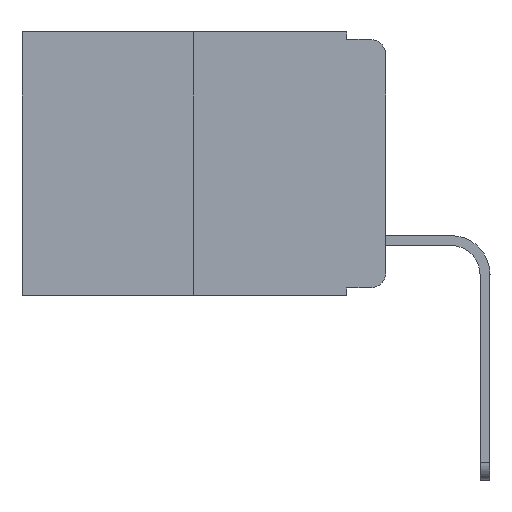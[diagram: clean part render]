
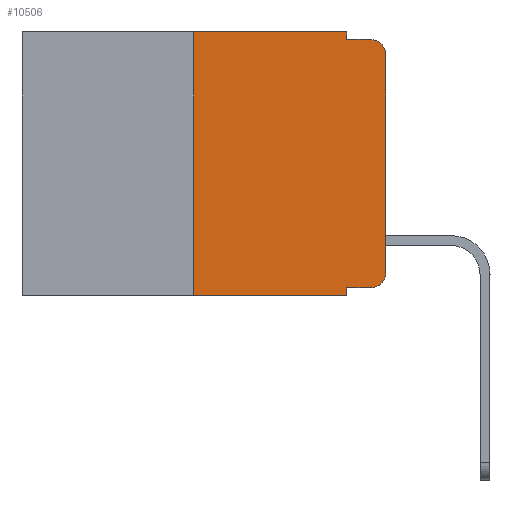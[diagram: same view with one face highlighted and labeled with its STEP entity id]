
A CAD part, left-side view. The second image highlights one B-rep face of the part: STEP entity #10506.
In plain terms, the highlighted planar face has unit normal (-1, 0, 0).
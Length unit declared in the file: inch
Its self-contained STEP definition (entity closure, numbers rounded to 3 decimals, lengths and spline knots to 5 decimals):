
#92 = VECTOR ( 'NONE', #2583, 39.37008 ) ;
#486 = AXIS2_PLACEMENT_3D ( 'NONE', #11482, #16276, #11413 ) ;
#833 = CARTESIAN_POINT ( 'NONE',  ( 0., 0.02, -0.01 ) ) ;
#855 = EDGE_CURVE ( 'NONE', #14705, #7737, #6984, .T. ) ;
#907 = LINE ( 'NONE', #14026, #11610 ) ;
#1550 = LINE ( 'NONE', #3585, #2625 ) ;
#2583 = DIRECTION ( 'NONE',  ( 0., -1., 0. ) ) ;
#2625 = VECTOR ( 'NONE', #15600, 39.37008 ) ;
#3053 = VERTEX_POINT ( 'NONE', #18179 ) ;
#3125 = ORIENTED_EDGE ( 'NONE', *, *, #7951, .F. ) ;
#3585 = CARTESIAN_POINT ( 'NONE',  ( 0., 0.473, 0. ) ) ;
#4129 = VECTOR ( 'NONE', #13656, 39.37008 ) ;
#4326 = VECTOR ( 'NONE', #10267, 39.37008 ) ;
#4349 = PLANE ( 'NONE',  #6196 ) ;
#4385 = VERTEX_POINT ( 'NONE', #5771 ) ;
#4490 = CARTESIAN_POINT ( 'NONE',  ( 0., 0.25, -0.343 ) ) ;
#5234 = AXIS2_PLACEMENT_3D ( 'NONE', #15259, #17006, #12270 ) ;
#5771 = CARTESIAN_POINT ( 'NONE',  ( 0., 0.051, -0.01 ) ) ;
#5993 = CARTESIAN_POINT ( 'NONE',  ( 0., 0.473, 0. ) ) ;
#6130 = DIRECTION ( 'NONE',  ( 1., 0., 0. ) ) ;
#6196 = AXIS2_PLACEMENT_3D ( 'NONE', #5993, #6130, #11386 ) ;
#6405 = VERTEX_POINT ( 'NONE', #14826 ) ;
#6984 = CIRCLE ( 'NONE', #486, 0.02 ) ;
#6989 = ORIENTED_EDGE ( 'NONE', *, *, #13227, .F. ) ;
#7095 = VECTOR ( 'NONE', #20636, 39.37008 ) ;
#7177 = EDGE_CURVE ( 'NONE', #3053, #4385, #7461, .T. ) ;
#7461 = LINE ( 'NONE', #13449, #13346 ) ;
#7737 = VERTEX_POINT ( 'NONE', #15134 ) ;
#7855 = CARTESIAN_POINT ( 'NONE',  ( 0., 0.051, -0.01 ) ) ;
#7951 = EDGE_CURVE ( 'NONE', #13467, #3053, #1550, .T. ) ;
#8593 = CARTESIAN_POINT ( 'NONE',  ( 0., 0.473, -0.343 ) ) ;
#8669 = LINE ( 'NONE', #13583, #4129 ) ;
#8792 = CARTESIAN_POINT ( 'NONE',  ( 0., 0., 0. ) ) ;
#9721 = VECTOR ( 'NONE', #12380, 39.37008 ) ;
#9860 = CIRCLE ( 'NONE', #5234, 0.02 ) ;
#10267 = DIRECTION ( 'NONE',  ( 0., 0., -1. ) ) ;
#10506 = ADVANCED_FACE ( 'NONE', ( #11880 ), #4349, .F. ) ;
#10568 = VERTEX_POINT ( 'NONE', #4490 ) ;
#10578 = LINE ( 'NONE', #8593, #7095 ) ;
#10806 = LINE ( 'NONE', #8792, #9721 ) ;
#11386 = DIRECTION ( 'NONE',  ( 0., 0., -1. ) ) ;
#11413 = DIRECTION ( 'NONE',  ( 0., 0., -1. ) ) ;
#11470 = CARTESIAN_POINT ( 'NONE',  ( 0., 0.051, -0.343 ) ) ;
#11482 = CARTESIAN_POINT ( 'NONE',  ( 0., 0.02, -0.313 ) ) ;
#11610 = VECTOR ( 'NONE', #14183, 39.37008 ) ;
#11806 = DIRECTION ( 'NONE',  ( 0., 0., -1. ) ) ;
#11880 = FACE_OUTER_BOUND ( 'NONE', #18849, .T. ) ;
#12270 = DIRECTION ( 'NONE',  ( 0., 0., -1. ) ) ;
#12380 = DIRECTION ( 'NONE',  ( 0., 0., 1. ) ) ;
#12412 = CARTESIAN_POINT ( 'NONE',  ( 0., 0., -0.03 ) ) ;
#13005 = ORIENTED_EDGE ( 'NONE', *, *, #16851, .T. ) ;
#13076 = ORIENTED_EDGE ( 'NONE', *, *, #17062, .F. ) ;
#13227 = EDGE_CURVE ( 'NONE', #6405, #14227, #15282, .T. ) ;
#13346 = VECTOR ( 'NONE', #11806, 39.37008 ) ;
#13449 = CARTESIAN_POINT ( 'NONE',  ( 0., 0.051, 0. ) ) ;
#13467 = VERTEX_POINT ( 'NONE', #15771 ) ;
#13583 = CARTESIAN_POINT ( 'NONE',  ( 0., 0.051, -0.333 ) ) ;
#13616 = VERTEX_POINT ( 'NONE', #833 ) ;
#13656 = DIRECTION ( 'NONE',  ( 0., -1., 0. ) ) ;
#14026 = CARTESIAN_POINT ( 'NONE',  ( 0., 0.25, 0. ) ) ;
#14183 = DIRECTION ( 'NONE',  ( 0., 0., 1. ) ) ;
#14227 = VERTEX_POINT ( 'NONE', #11470 ) ;
#14552 = EDGE_CURVE ( 'NONE', #18174, #13616, #9860, .T. ) ;
#14705 = VERTEX_POINT ( 'NONE', #17058 ) ;
#14735 = ORIENTED_EDGE ( 'NONE', *, *, #855, .T. ) ;
#14826 = CARTESIAN_POINT ( 'NONE',  ( 0., 0.051, -0.333 ) ) ;
#15134 = CARTESIAN_POINT ( 'NONE',  ( 0., 0., -0.313 ) ) ;
#15259 = CARTESIAN_POINT ( 'NONE',  ( 0., 0.02, -0.03 ) ) ;
#15282 = LINE ( 'NONE', #19109, #4326 ) ;
#15579 = ORIENTED_EDGE ( 'NONE', *, *, #18901, .F. ) ;
#15600 = DIRECTION ( 'NONE',  ( 0., -1., 0. ) ) ;
#15771 = CARTESIAN_POINT ( 'NONE',  ( 0., 0.25, 0. ) ) ;
#15972 = ORIENTED_EDGE ( 'NONE', *, *, #7177, .F. ) ;
#16180 = ORIENTED_EDGE ( 'NONE', *, *, #17015, .T. ) ;
#16276 = DIRECTION ( 'NONE',  ( -1., 0., 0. ) ) ;
#16851 = EDGE_CURVE ( 'NONE', #6405, #14705, #8669, .T. ) ;
#17006 = DIRECTION ( 'NONE',  ( -1., 0., 0. ) ) ;
#17015 = EDGE_CURVE ( 'NONE', #7737, #18174, #10806, .T. ) ;
#17058 = CARTESIAN_POINT ( 'NONE',  ( 0., 0.02, -0.333 ) ) ;
#17062 = EDGE_CURVE ( 'NONE', #10568, #13467, #907, .T. ) ;
#18017 = EDGE_CURVE ( 'NONE', #10568, #14227, #10578, .T. ) ;
#18174 = VERTEX_POINT ( 'NONE', #12412 ) ;
#18179 = CARTESIAN_POINT ( 'NONE',  ( 0., 0.051, 0. ) ) ;
#18312 = LINE ( 'NONE', #7855, #92 ) ;
#18849 = EDGE_LOOP ( 'NONE', ( #16180, #19434, #15579, #15972, #3125, #13076, #20581, #6989, #13005, #14735 ) ) ;
#18901 = EDGE_CURVE ( 'NONE', #4385, #13616, #18312, .T. ) ;
#19109 = CARTESIAN_POINT ( 'NONE',  ( 0., 0.051, 0. ) ) ;
#19434 = ORIENTED_EDGE ( 'NONE', *, *, #14552, .T. ) ;
#20581 = ORIENTED_EDGE ( 'NONE', *, *, #18017, .T. ) ;
#20636 = DIRECTION ( 'NONE',  ( 0., -1., 0. ) ) ;
